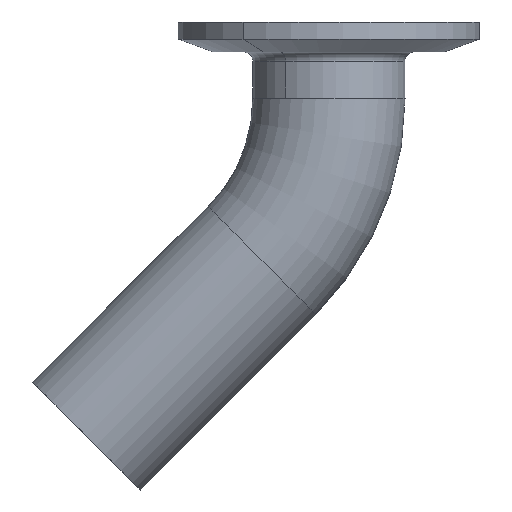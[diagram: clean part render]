
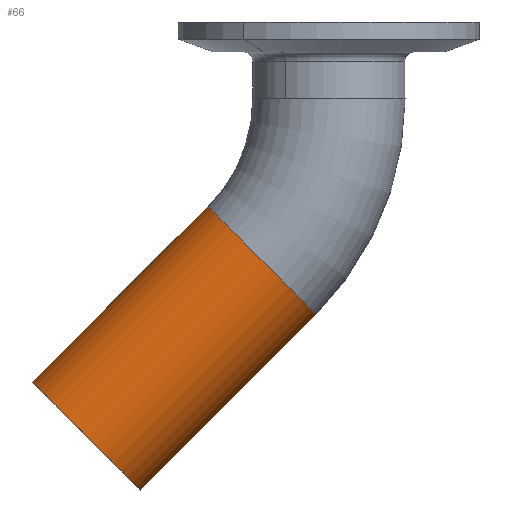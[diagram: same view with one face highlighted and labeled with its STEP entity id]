
A CAD part, front view. The second image highlights one B-rep face of the part: STEP entity #66.
In plain terms, the highlighted cylindrical face has radius 12.7 mm (diameter 25.4 mm), a partial arc.
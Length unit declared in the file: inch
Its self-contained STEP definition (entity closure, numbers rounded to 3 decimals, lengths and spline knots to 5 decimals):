
#32 = DIRECTION ( 'NONE',  ( 0.707, 0., -0.707 ) ) ;
#33 = EDGE_CURVE ( 'NONE', #340, #1169, #978, .T. ) ;
#66 = ADVANCED_FACE ( 'NONE', ( #712 ), #435, .T. ) ;
#93 = EDGE_LOOP ( 'NONE', ( #1021, #645, #248, #380 ) ) ;
#109 = VECTOR ( 'NONE', #828, 39.37008 ) ;
#161 = VERTEX_POINT ( 'NONE', #290 ) ;
#193 = VECTOR ( 'NONE', #1175, 39.37008 ) ;
#248 = ORIENTED_EDGE ( 'NONE', *, *, #334, .T. ) ;
#290 = CARTESIAN_POINT ( 'NONE',  ( 0.26113, 0., -2.5673 ) ) ;
#334 = EDGE_CURVE ( 'NONE', #161, #340, #546, .T. ) ;
#340 = VERTEX_POINT ( 'NONE', #424 ) ;
#380 = ORIENTED_EDGE ( 'NONE', *, *, #33, .T. ) ;
#381 = CARTESIAN_POINT ( 'NONE',  ( -0.09242, 0., -2.21375 ) ) ;
#415 = AXIS2_PLACEMENT_3D ( 'NONE', #568, #473, #32 ) ;
#424 = CARTESIAN_POINT ( 'NONE',  ( 1.41421, 0., -1.41421 ) ) ;
#435 = CYLINDRICAL_SURFACE ( 'NONE', #415, 0.5 ) ;
#473 = DIRECTION ( 'NONE',  ( 0.707, 0., 0.707 ) ) ;
#480 = DIRECTION ( 'NONE',  ( -0.707, 0., 0.707 ) ) ;
#546 = LINE ( 'NONE', #603, #193 ) ;
#563 = DIRECTION ( 'NONE',  ( -0.707, 0., -0.707 ) ) ;
#568 = CARTESIAN_POINT ( 'NONE',  ( -0.09242, 0., -2.21375 ) ) ;
#603 = CARTESIAN_POINT ( 'NONE',  ( 0.26113, 0., -2.5673 ) ) ;
#633 = EDGE_CURVE ( 'NONE', #161, #1052, #708, .T. ) ;
#641 = AXIS2_PLACEMENT_3D ( 'NONE', #381, #1033, #480 ) ;
#645 = ORIENTED_EDGE ( 'NONE', *, *, #633, .F. ) ;
#687 = LINE ( 'NONE', #698, #109 ) ;
#698 = CARTESIAN_POINT ( 'NONE',  ( -0.44598, 0., -1.86019 ) ) ;
#708 = CIRCLE ( 'NONE', #641, 0.5 ) ;
#712 = FACE_OUTER_BOUND ( 'NONE', #93, .T. ) ;
#828 = DIRECTION ( 'NONE',  ( 0.707, 0., 0.707 ) ) ;
#870 = CARTESIAN_POINT ( 'NONE',  ( 1.06066, 0., -1.06066 ) ) ;
#873 = CARTESIAN_POINT ( 'NONE',  ( -0.44598, 0., -1.86019 ) ) ;
#978 = CIRCLE ( 'NONE', #1032, 0.5 ) ;
#1021 = ORIENTED_EDGE ( 'NONE', *, *, #1109, .F. ) ;
#1032 = AXIS2_PLACEMENT_3D ( 'NONE', #870, #563, #1172 ) ;
#1033 = DIRECTION ( 'NONE',  ( -0.707, 0., -0.707 ) ) ;
#1052 = VERTEX_POINT ( 'NONE', #873 ) ;
#1109 = EDGE_CURVE ( 'NONE', #1052, #1169, #687, .T. ) ;
#1122 = CARTESIAN_POINT ( 'NONE',  ( 0.70711, 0., -0.70711 ) ) ;
#1169 = VERTEX_POINT ( 'NONE', #1122 ) ;
#1172 = DIRECTION ( 'NONE',  ( -0.707, 0., 0.707 ) ) ;
#1175 = DIRECTION ( 'NONE',  ( 0.707, 0., 0.707 ) ) ;
